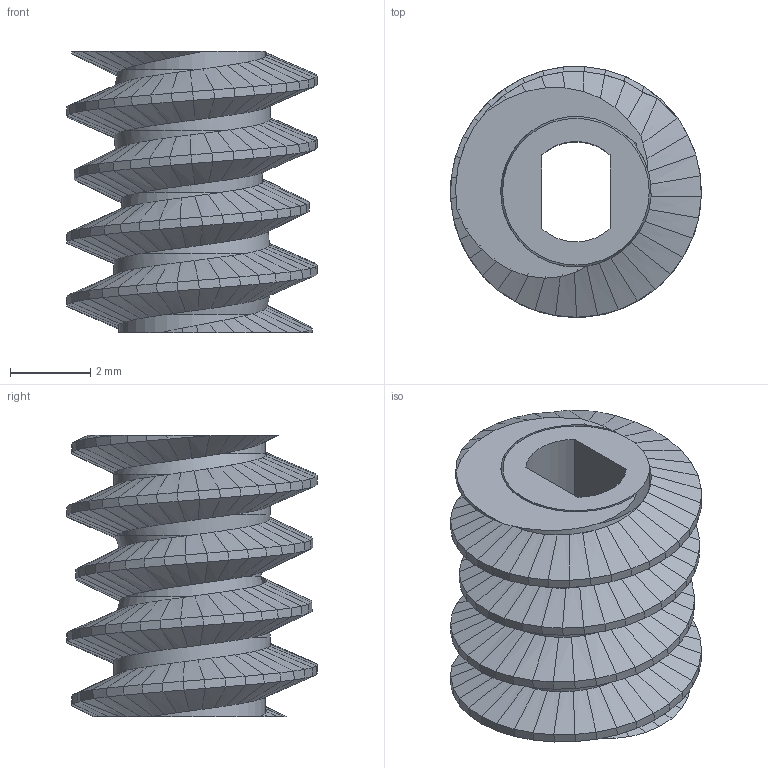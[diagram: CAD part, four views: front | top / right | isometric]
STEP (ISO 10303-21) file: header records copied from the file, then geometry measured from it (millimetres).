
FILE_DESCRIPTION(('Open CASCADE Model'),'2;1');
FILE_NAME('Open CASCADE Shape Model','2026-01-28T09:48:35',('Author'),( 'Open CASCADE'),'Open CASCADE STEP processor 7.8','build123d', 'Unknown');
FILE_SCHEMA(('AUTOMOTIVE_DESIGN { 1 0 10303 214 1 1 1 1 }'));
Products named in the file (1): SOLID
Bounding box: 6.25 x 6.25 x 7 mm (x, y, z)
Volume: 105.4 mm3; surface area: 342.3 mm2
Topology: 1 solids, 1 shells, 689 faces, 1633 edges, 939 vertices
Faces by surface type: bspline 668, cone 11, plane 6, cylinder 4
Entity records: 46638 total; most frequent: CARTESIAN_POINT 19157, ORIENTED_EDGE 3266, PCURVE 3266, DEFINITIONAL_REPRESENTATION 3266, DIRECTION 2920, LINE 2832, VECTOR 2832, B_SPLINE_CURVE_WITH_KNOTS 2042
